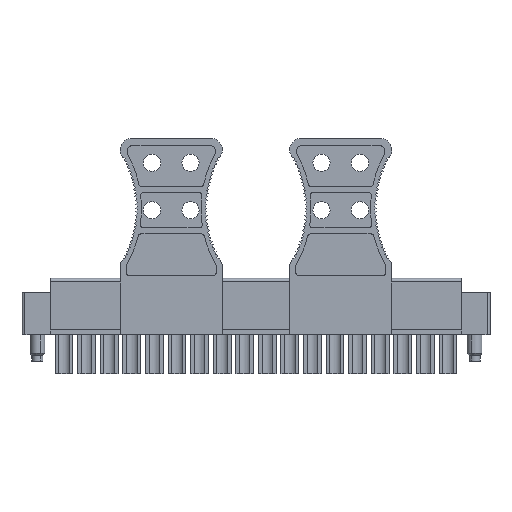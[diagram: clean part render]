
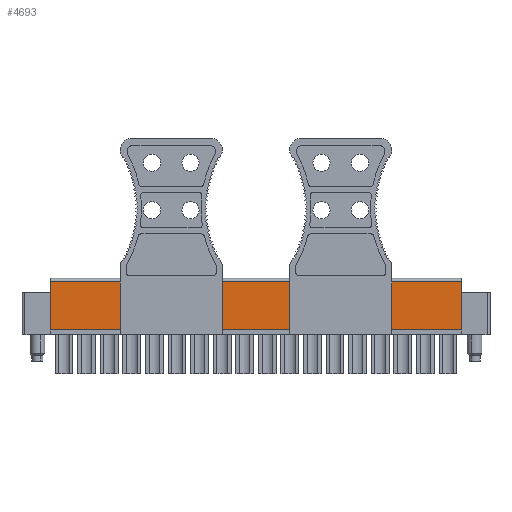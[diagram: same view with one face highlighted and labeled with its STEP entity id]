
A CAD part, front view. The second image highlights one B-rep face of the part: STEP entity #4693.
In plain terms, the highlighted planar face has unit normal (0, -1, 0).
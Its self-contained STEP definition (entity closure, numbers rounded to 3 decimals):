
#4657=AXIS2_PLACEMENT_3D('Plane Axis2P3D',#4654,#4655,#4656) ;
#4654=CARTESIAN_POINT('Axis2P3D Location',(4.8,1.1,6.6)) ;
#4659=CARTESIAN_POINT('Line Origine',(4.8,1.1,11.5)) ;
#4663=CARTESIAN_POINT('Vertex',(4.8,1.1,7.4)) ;
#4665=CARTESIAN_POINT('Vertex',(4.8,1.1,15.6)) ;
#4668=CARTESIAN_POINT('Line Origine',(39.485,1.1,7.4)) ;
#4672=CARTESIAN_POINT('Vertex',(74.17,1.1,7.4)) ;
#4675=CARTESIAN_POINT('Line Origine',(74.17,1.1,11.5)) ;
#4679=CARTESIAN_POINT('Vertex',(74.17,1.1,15.6)) ;
#4682=CARTESIAN_POINT('Line Origine',(39.485,1.1,15.6)) ;
#4655=DIRECTION('Axis2P3D Direction',(0.,1.,0.)) ;
#4656=DIRECTION('Axis2P3D XDirection',(0.,0.,1.)) ;
#4660=DIRECTION('Vector Direction',(0.,0.,1.)) ;
#4669=DIRECTION('Vector Direction',(1.,0.,0.)) ;
#4676=DIRECTION('Vector Direction',(0.,0.,1.)) ;
#4683=DIRECTION('Vector Direction',(1.,0.,0.)) ;
#4661=VECTOR('Line Direction',#4660,1.) ;
#4670=VECTOR('Line Direction',#4669,1.) ;
#4677=VECTOR('Line Direction',#4676,1.) ;
#4684=VECTOR('Line Direction',#4683,1.) ;
#4688=ORIENTED_EDGE('',*,*,#4667,.F.) ;
#4689=ORIENTED_EDGE('',*,*,#4674,.T.) ;
#4690=ORIENTED_EDGE('',*,*,#4681,.T.) ;
#4691=ORIENTED_EDGE('',*,*,#4686,.F.) ;
#4693=ADVANCED_FACE('HOUSING',(#4692),#4658,.F.) ;
#4667=EDGE_CURVE('',#4664,#4666,#4662,.T.) ;
#4674=EDGE_CURVE('',#4664,#4673,#4671,.T.) ;
#4681=EDGE_CURVE('',#4673,#4680,#4678,.T.) ;
#4686=EDGE_CURVE('',#4666,#4680,#4685,.T.) ;
#4687=EDGE_LOOP('',(#4688,#4689,#4690,#4691)) ;
#4692=FACE_OUTER_BOUND('',#4687,.T.) ;
#4662=LINE('Line',#4659,#4661) ;
#4671=LINE('Line',#4668,#4670) ;
#4678=LINE('Line',#4675,#4677) ;
#4685=LINE('Line',#4682,#4684) ;
#4658=PLANE('',#4657) ;
#4664=VERTEX_POINT('',#4663) ;
#4666=VERTEX_POINT('',#4665) ;
#4673=VERTEX_POINT('',#4672) ;
#4680=VERTEX_POINT('',#4679) ;
